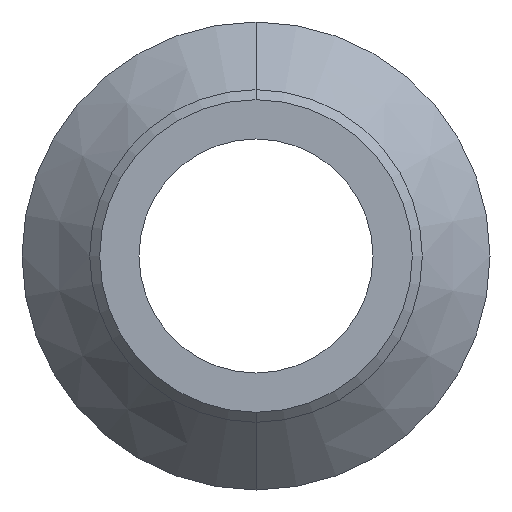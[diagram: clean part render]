
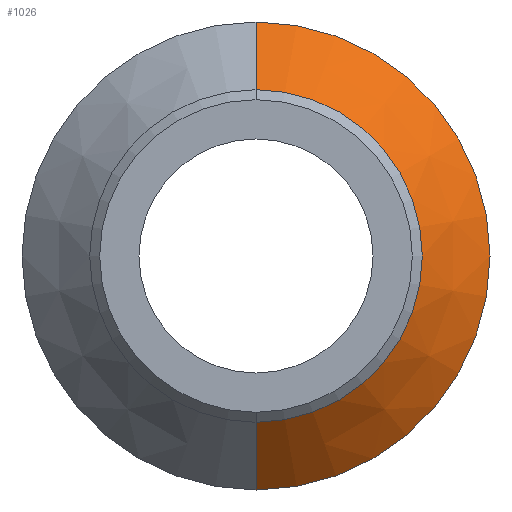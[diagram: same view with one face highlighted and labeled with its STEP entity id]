
A CAD part, front view. The second image highlights one B-rep face of the part: STEP entity #1026.
In plain terms, the highlighted conical face has half-angle 45 degrees and reference radius 4.975 mm.
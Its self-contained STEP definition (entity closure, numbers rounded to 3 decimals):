
#229 = CARTESIAN_POINT ( 'NONE',  ( 0., 22.025, 7. ) ) ;
#236 = CARTESIAN_POINT ( 'NONE',  ( 0., 20., 4.975 ) ) ;
#276 = DIRECTION ( 'NONE',  ( 0., 1., 0. ) ) ;
#277 = AXIS2_PLACEMENT_3D ( 'NONE', #278, #276, #369 ) ;
#278 = CARTESIAN_POINT ( 'NONE',  ( 0., 20., 0. ) ) ;
#279 = CONICAL_SURFACE ( 'NONE', #277, 4.975, 0.785 ) ;
#282 = FACE_OUTER_BOUND ( 'NONE', #959, .T. ) ;
#286 = CARTESIAN_POINT ( 'NONE',  ( 0., 22.025, -7. ) ) ;
#289 = DIRECTION ( 'NONE',  ( 0., 0., -1. ) ) ;
#332 = CIRCLE ( 'NONE', #353, 7. ) ;
#351 = DIRECTION ( 'NONE',  ( 0., -1., 0. ) ) ;
#352 = CARTESIAN_POINT ( 'NONE',  ( 0., 22.025, 0. ) ) ;
#353 = AXIS2_PLACEMENT_3D ( 'NONE', #352, #351, #289 ) ;
#359 = CARTESIAN_POINT ( 'NONE',  ( 0., 20., -4.975 ) ) ;
#365 = DIRECTION ( 'NONE',  ( 0., 0.707, 0.707 ) ) ;
#366 = VECTOR ( 'NONE', #365, 1000. ) ;
#367 = CARTESIAN_POINT ( 'NONE',  ( 0., 20., 4.975 ) ) ;
#368 = LINE ( 'NONE', #367, #366 ) ;
#369 = DIRECTION ( 'NONE',  ( 0., 0., 1. ) ) ;
#377 = DIRECTION ( 'NONE',  ( 0., 0.707, -0.707 ) ) ;
#378 = VECTOR ( 'NONE', #377, 1000. ) ;
#379 = CARTESIAN_POINT ( 'NONE',  ( 0., 20., -4.975 ) ) ;
#380 = LINE ( 'NONE', #379, #378 ) ;
#417 = DIRECTION ( 'NONE',  ( 0., 0., -1. ) ) ;
#418 = DIRECTION ( 'NONE',  ( 0., -1., 0. ) ) ;
#518 = CIRCLE ( 'NONE', #562, 4.975 ) ;
#535 = CARTESIAN_POINT ( 'NONE',  ( 0., 20., 0. ) ) ;
#562 = AXIS2_PLACEMENT_3D ( 'NONE', #535, #418, #417 ) ;
#949 = VERTEX_POINT ( 'NONE', #236 ) ;
#954 = VERTEX_POINT ( 'NONE', #229 ) ;
#959 = EDGE_LOOP ( 'NONE', ( #986, #995, #979, #993 ) ) ;
#979 = ORIENTED_EDGE ( 'NONE', *, *, #985, .T. ) ;
#980 = VERTEX_POINT ( 'NONE', #286 ) ;
#985 = EDGE_CURVE ( 'NONE', #980, #954, #332, .T. ) ;
#986 = ORIENTED_EDGE ( 'NONE', *, *, #1047, .F. ) ;
#992 = EDGE_CURVE ( 'NONE', #1029, #980, #380, .T. ) ;
#993 = ORIENTED_EDGE ( 'NONE', *, *, #1027, .F. ) ;
#995 = ORIENTED_EDGE ( 'NONE', *, *, #992, .T. ) ;
#1026 = ADVANCED_FACE ( 'NONE', ( #282 ), #279, .T. ) ;
#1027 = EDGE_CURVE ( 'NONE', #949, #954, #368, .T. ) ;
#1029 = VERTEX_POINT ( 'NONE', #359 ) ;
#1047 = EDGE_CURVE ( 'NONE', #1029, #949, #518, .T. ) ;
